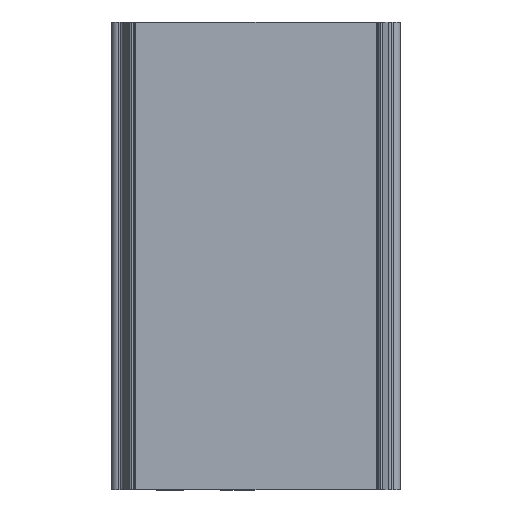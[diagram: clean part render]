
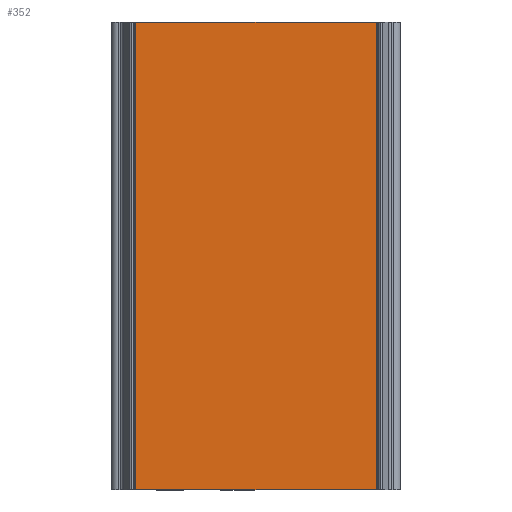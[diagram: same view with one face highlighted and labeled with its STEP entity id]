
A CAD part, top view. The second image highlights one B-rep face of the part: STEP entity #352.
In plain terms, the highlighted planar face has unit normal (0, 0, 1).
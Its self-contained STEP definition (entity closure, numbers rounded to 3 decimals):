
#352 = ADVANCED_FACE( '', ( #731 ), #732, .F. );
#731 = FACE_OUTER_BOUND( '', #1134, .T. );
#732 = PLANE( '', #1135 );
#1134 = EDGE_LOOP( '', ( #2273, #2274, #2275, #2276 ) );
#1135 = AXIS2_PLACEMENT_3D( '', #2277, #2278, #2279 );
#2273 = ORIENTED_EDGE( '', *, *, #2826, .T. );
#2274 = ORIENTED_EDGE( '', *, *, #2886, .F. );
#2275 = ORIENTED_EDGE( '', *, *, #2938, .F. );
#2276 = ORIENTED_EDGE( '', *, *, #3013, .T. );
#2277 = CARTESIAN_POINT( '', ( -27., 100., -12.481 ) );
#2278 = DIRECTION( '', ( 0., 0., -1. ) );
#2279 = DIRECTION( '', ( -1., 0., 0. ) );
#2826 = EDGE_CURVE( '', #3539, #3537, #3540, .T. );
#2886 = EDGE_CURVE( '', #3626, #3537, #3628, .T. );
#2938 = EDGE_CURVE( '', #3697, #3626, #3699, .T. );
#3013 = EDGE_CURVE( '', #3697, #3539, #3795, .T. );
#3537 = VERTEX_POINT( '', #4468 );
#3539 = VERTEX_POINT( '', #4470 );
#3540 = LINE( '', #4471, #4472 );
#3626 = VERTEX_POINT( '', #4589 );
#3628 = LINE( '', #4591, #4592 );
#3697 = VERTEX_POINT( '', #4686 );
#3699 = LINE( '', #4688, #4689 );
#3795 = LINE( '', #4819, #4820 );
#4468 = CARTESIAN_POINT( '', ( 27., 0., -12.481 ) );
#4470 = CARTESIAN_POINT( '', ( -27., 0., -12.481 ) );
#4471 = CARTESIAN_POINT( '', ( -27., 0., -12.481 ) );
#4472 = VECTOR( '', #5281, 1000. );
#4589 = CARTESIAN_POINT( '', ( 27., 100., -12.481 ) );
#4591 = CARTESIAN_POINT( '', ( 27., 100., -12.481 ) );
#4592 = VECTOR( '', #5364, 1000. );
#4686 = CARTESIAN_POINT( '', ( -27., 100., -12.481 ) );
#4688 = CARTESIAN_POINT( '', ( -27., 100., -12.481 ) );
#4689 = VECTOR( '', #5432, 1000. );
#4819 = CARTESIAN_POINT( '', ( -27., 100., -12.481 ) );
#4820 = VECTOR( '', #5530, 1000. );
#5281 = DIRECTION( '', ( 1., 0., 0. ) );
#5364 = DIRECTION( '', ( 0., -1., 0. ) );
#5432 = DIRECTION( '', ( 1., 0., 0. ) );
#5530 = DIRECTION( '', ( 0., -1., 0. ) );
